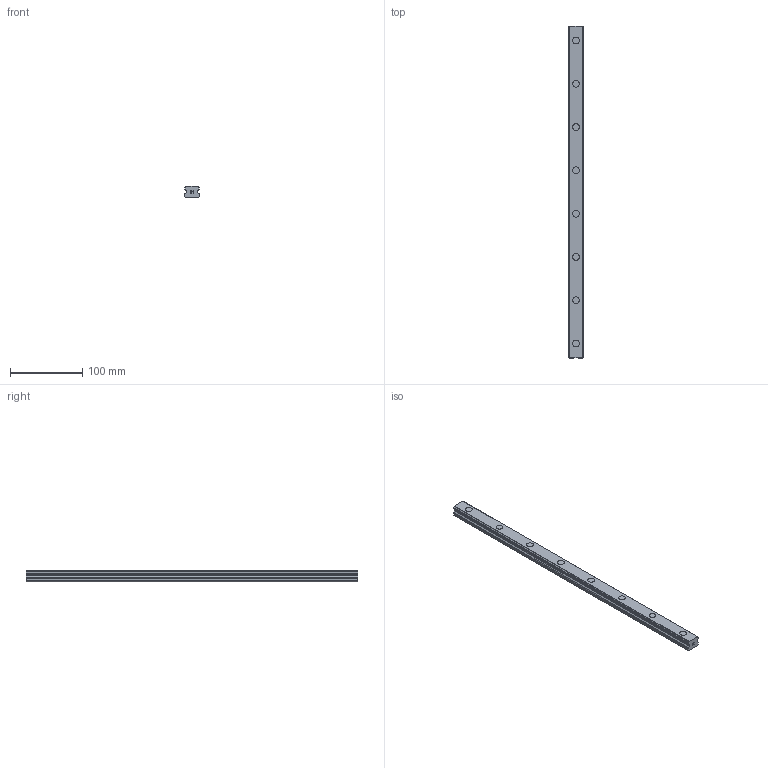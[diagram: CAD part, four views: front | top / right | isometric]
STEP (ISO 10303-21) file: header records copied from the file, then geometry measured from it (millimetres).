
FILE_DESCRIPTION(('STEP AP214'),'1');
FILE_NAME('cctmp_65C70330-35E9-4485-B2C8-43B7BB4C3E4F_2021_02_04_09_18_09_0913..stp','2021-02-04T08:18:10',('HIWIN GmbH'),('CADClick - www.CADClick.com'),'Spatial InterOp 3D',' ','unknown authorization');
FILE_SCHEMA(('AUTOMOTIVE_DESIGN'));
Length unit declared in the file: millimetre
Products named in the file (1): EGR20R460C_FILE
Bounding box: 20 x 460 x 15.5 mm (x, y, z)
Volume: 123201.2 mm3; surface area: 37401.2 mm2
Topology: 1 solids, 1 shells, 199 faces, 499 edges, 322 vertices
Faces by surface type: plane 133, cylinder 66
Entity records: 7557 total; most frequent: DIRECTION 1063, CARTESIAN_POINT 1021, ORIENTED_EDGE 998, EDGE_CURVE 499, AXIS2_PLACEMENT_3D 364, LINE 335, VECTOR 335, VERTEX_POINT 322
